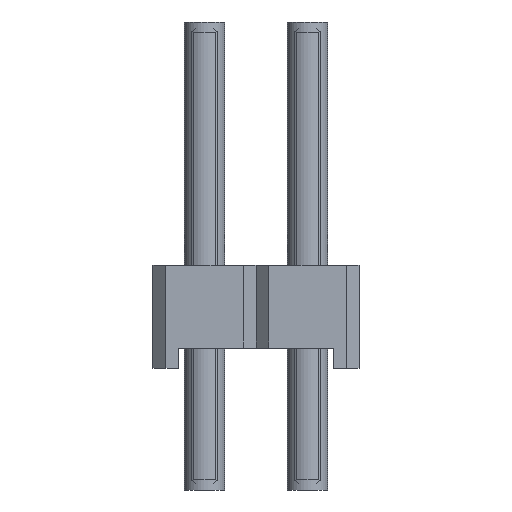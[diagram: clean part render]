
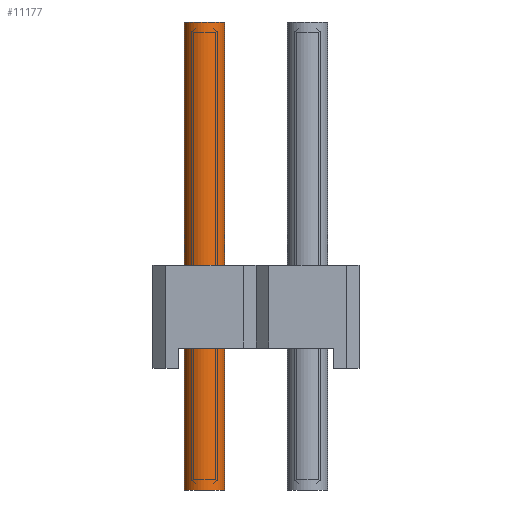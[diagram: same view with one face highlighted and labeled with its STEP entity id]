
A CAD part, left-side view. The second image highlights one B-rep face of the part: STEP entity #11177.
In plain terms, the highlighted cylindrical face has radius 0.5 mm (diameter 1 mm), a full revolution.
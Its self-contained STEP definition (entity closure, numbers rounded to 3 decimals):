
#215=CIRCLE('',#11790,0.5);
#216=CIRCLE('',#11791,0.5);
#612=CYLINDRICAL_SURFACE('',#11789,0.5);
#917=ORIENTED_EDGE('',*,*,#4207,.F.);
#918=ORIENTED_EDGE('',*,*,#4208,.T.);
#4207=EDGE_CURVE('',#5861,#5861,#215,.T.);
#4208=EDGE_CURVE('',#5862,#5862,#216,.T.);
#5861=VERTEX_POINT('',#16162);
#5862=VERTEX_POINT('',#16164);
#9497=EDGE_LOOP('',(#917));
#9498=EDGE_LOOP('',(#918));
#10155=FACE_BOUND('',#9497,.T.);
#10156=FACE_BOUND('',#9498,.T.);
#11177=ADVANCED_FACE('',(#10155,#10156),#612,.F.);
#11789=AXIS2_PLACEMENT_3D('',#16160,#12869,#12870);
#11790=AXIS2_PLACEMENT_3D('',#16161,#12871,#12872);
#11791=AXIS2_PLACEMENT_3D('',#16163,#12873,#12874);
#12869=DIRECTION('',(0.,0.,1.));
#12870=DIRECTION('',(1.,0.,0.));
#12871=DIRECTION('',(0.,0.,-1.));
#12872=DIRECTION('',(1.,0.,0.));
#12873=DIRECTION('',(0.,0.,-1.));
#12874=DIRECTION('',(1.,0.,0.));
#16160=CARTESIAN_POINT('',(0.,0.,0.));
#16161=CARTESIAN_POINT('',(0.,0.,11.54));
#16162=CARTESIAN_POINT('',(0.5,0.,11.54));
#16163=CARTESIAN_POINT('',(0.,0.,0.));
#16164=CARTESIAN_POINT('',(0.5,0.,0.));
